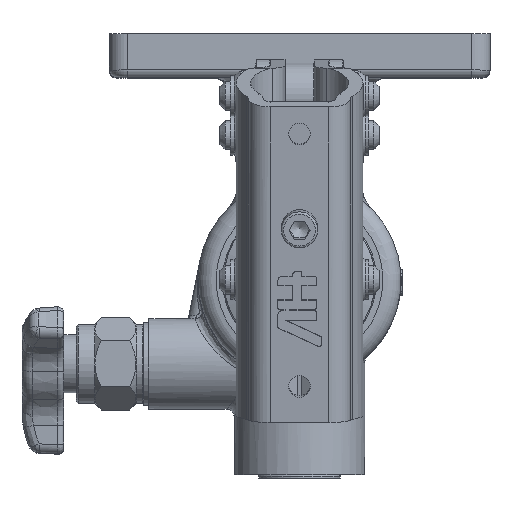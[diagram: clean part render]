
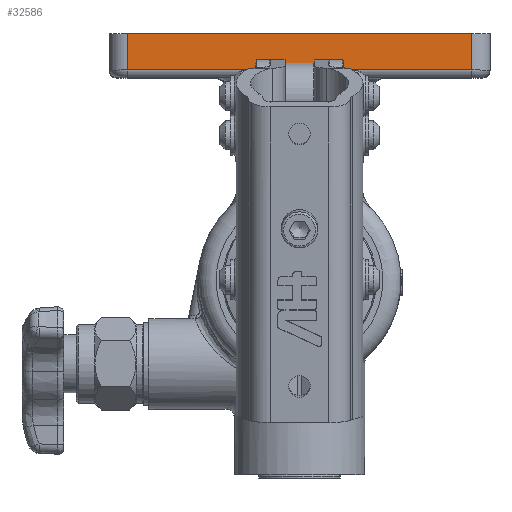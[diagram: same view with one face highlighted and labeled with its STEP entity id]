
A CAD part, top view. The second image highlights one B-rep face of the part: STEP entity #32586.
In plain terms, the highlighted planar face has unit normal (0, 0, 1).
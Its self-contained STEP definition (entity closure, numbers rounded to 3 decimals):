
#32286=CARTESIAN_POINT('',(47.5,68.0,138.5));
#32287=VERTEX_POINT('',#32286);
#32337=CARTESIAN_POINT('',(-47.5,68.0,138.5));
#32338=VERTEX_POINT('',#32337);
#32346=CARTESIAN_POINT('',(47.5,68.0,138.5));
#32347=DIRECTION('',(-1.0,0.0,0.0));
#32348=VECTOR('',#32347,95.0);
#32349=LINE('',#32346,#32348);
#32350=EDGE_CURVE('',#32287,#32338,#32349,.T.);
#32528=CARTESIAN_POINT('',(47.5,58.0,138.5));
#32529=VERTEX_POINT('',#32528);
#32530=CARTESIAN_POINT('',(47.5,68.0,138.5));
#32531=DIRECTION('',(0.0,-1.0,0.0));
#32532=VECTOR('',#32531,10.);
#32533=LINE('',#32530,#32532);
#32534=EDGE_CURVE('',#32287,#32529,#32533,.T.);
#32547=CARTESIAN_POINT('',(-47.5,69.0,138.5));
#32548=DIRECTION('',(0.0,0.0,1.0));
#32549=DIRECTION('',(1.0,0.0,0.0));
#32550=AXIS2_PLACEMENT_3D('',#32547,#32548,#32549);
#32551=PLANE('',#32550);
#32552=ORIENTED_EDGE('',*,*,#32350,.T.);
#32553=CARTESIAN_POINT('',(-47.5,58.0,138.5));
#32554=VERTEX_POINT('',#32553);
#32555=CARTESIAN_POINT('',(-47.5,68.0,138.5));
#32556=DIRECTION('',(0.0,-1.0,0.0));
#32557=VECTOR('',#32556,10.);
#32558=LINE('',#32555,#32557);
#32559=EDGE_CURVE('',#32338,#32554,#32558,.T.);
#32560=ORIENTED_EDGE('',*,*,#32559,.T.);
#32561=CARTESIAN_POINT('',(-9.,58.0,138.5));
#32562=VERTEX_POINT('',#32561);
#32563=CARTESIAN_POINT('',(-9.,58.0,138.5));
#32564=DIRECTION('',(-1.0,0.0,0.0));
#32565=VECTOR('',#32564,38.5);
#32566=LINE('',#32563,#32565);
#32567=EDGE_CURVE('',#32562,#32554,#32566,.T.);
#32568=ORIENTED_EDGE('',*,*,#32567,.F.);
#32569=CARTESIAN_POINT('',(9.,58.0,138.5));
#32570=VERTEX_POINT('',#32569);
#32571=CARTESIAN_POINT('',(9.,58.0,138.5));
#32572=DIRECTION('',(-1.0,0.0,0.0));
#32573=VECTOR('',#32572,18.);
#32574=LINE('',#32571,#32573);
#32575=EDGE_CURVE('',#32570,#32562,#32574,.T.);
#32576=ORIENTED_EDGE('',*,*,#32575,.F.);
#32577=CARTESIAN_POINT('',(47.5,58.0,138.5));
#32578=DIRECTION('',(-1.0,0.0,0.0));
#32579=VECTOR('',#32578,38.5);
#32580=LINE('',#32577,#32579);
#32581=EDGE_CURVE('',#32529,#32570,#32580,.T.);
#32582=ORIENTED_EDGE('',*,*,#32581,.F.);
#32583=ORIENTED_EDGE('',*,*,#32534,.F.);
#32584=EDGE_LOOP('',(#32552,#32560,#32568,#32576,#32582,#32583));
#32585=FACE_OUTER_BOUND('',#32584,.T.);
#32586=ADVANCED_FACE('',(#32585),#32551,.T.);
